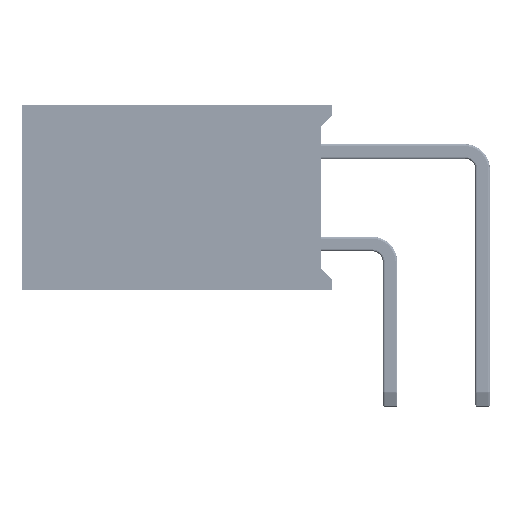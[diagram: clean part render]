
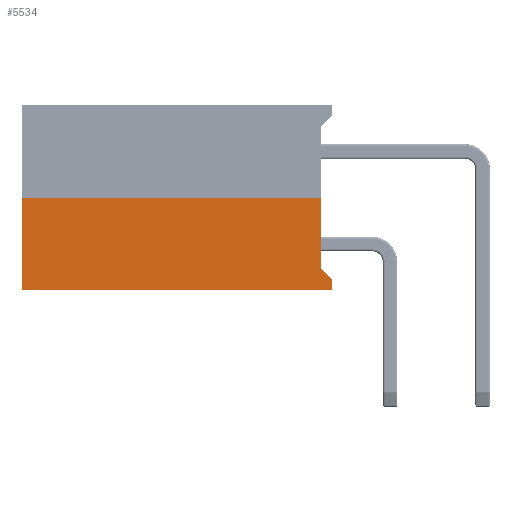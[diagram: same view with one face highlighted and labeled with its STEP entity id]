
A CAD part, left-side view. The second image highlights one B-rep face of the part: STEP entity #5534.
In plain terms, the highlighted planar face has unit normal (-1, 0, 0).
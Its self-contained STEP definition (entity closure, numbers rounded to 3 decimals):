
#499=PLANE('',#6113);
#750=FACE_OUTER_BOUND('',#1077,.T.);
#1077=EDGE_LOOP('',(#4255,#4256,#4257,#4258,#4259,#4260));
#1439=LINE('',#9269,#1823);
#1443=LINE('',#9276,#1827);
#1454=LINE('',#9300,#1838);
#1457=LINE('',#9306,#1841);
#1458=LINE('',#9308,#1842);
#1459=LINE('',#9309,#1843);
#1823=VECTOR('',#7414,10.);
#1827=VECTOR('',#7420,10.);
#1838=VECTOR('',#7443,10.);
#1841=VECTOR('',#7448,10.);
#1842=VECTOR('',#7449,10.);
#1843=VECTOR('',#7450,10.);
#2527=VERTEX_POINT('',#9266);
#2528=VERTEX_POINT('',#9268);
#2530=VERTEX_POINT('',#9274);
#2537=VERTEX_POINT('',#9299);
#2539=VERTEX_POINT('',#9305);
#2540=VERTEX_POINT('',#9307);
#3111=EDGE_CURVE('',#2527,#2528,#1439,.T.);
#3115=EDGE_CURVE('',#2527,#2530,#1443,.T.);
#3128=EDGE_CURVE('',#2537,#2528,#1454,.T.);
#3131=EDGE_CURVE('',#2530,#2539,#1457,.T.);
#3132=EDGE_CURVE('',#2540,#2539,#1458,.T.);
#3133=EDGE_CURVE('',#2537,#2540,#1459,.T.);
#4255=ORIENTED_EDGE('',*,*,#3115,.T.);
#4256=ORIENTED_EDGE('',*,*,#3131,.T.);
#4257=ORIENTED_EDGE('',*,*,#3132,.F.);
#4258=ORIENTED_EDGE('',*,*,#3133,.F.);
#4259=ORIENTED_EDGE('',*,*,#3128,.T.);
#4260=ORIENTED_EDGE('',*,*,#3111,.F.);
#5534=ADVANCED_FACE('',(#750),#499,.T.);
#6113=AXIS2_PLACEMENT_3D('',#9304,#7446,#7447);
#7414=DIRECTION('',(0.,-0.707,-0.707));
#7420=DIRECTION('',(0.,0.,1.));
#7443=DIRECTION('',(0.,0.,1.));
#7446=DIRECTION('center_axis',(-1.,0.,0.));
#7447=DIRECTION('ref_axis',(0.,0.,
1.));
#7448=DIRECTION('',(0.,1.,0.));
#7449=DIRECTION('',(0.,0.,1.));
#7450=DIRECTION('',(0.,1.,0.));
#9266=CARTESIAN_POINT('',(-1.27,1.9,0.6));
#9268=CARTESIAN_POINT('',(-1.27,1.6,0.3));
#9269=CARTESIAN_POINT('',(-1.27,1.6,0.3));
#9274=CARTESIAN_POINT('',(-1.27,1.9,2.54));
#9276=CARTESIAN_POINT('',(-1.27,1.9,0.635));
#9299=CARTESIAN_POINT('',(-1.27,1.6,0.));
#9300=CARTESIAN_POINT('',(-1.27,1.6,0.));
#9304=CARTESIAN_POINT('Origin',(-1.27,1.6,0.));
#9305=CARTESIAN_POINT('',(-1.27,10.1,2.54));
#9306=CARTESIAN_POINT('',(-1.27,1.6,2.54));
#9307=CARTESIAN_POINT('',(-1.27,10.1,0.));
#9308=CARTESIAN_POINT('',(-1.27,10.1,0.));
#9309=CARTESIAN_POINT('',(-1.27,1.6,0.));
